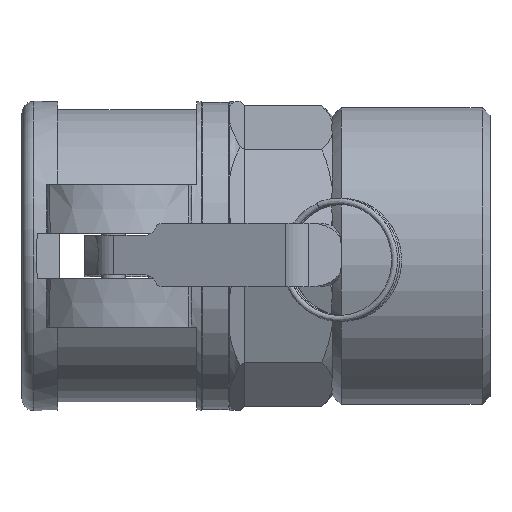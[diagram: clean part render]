
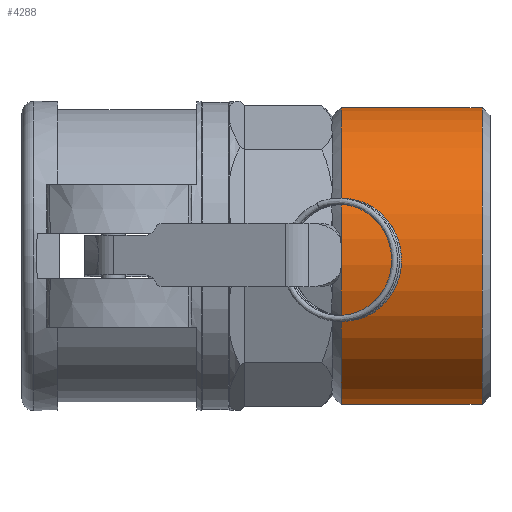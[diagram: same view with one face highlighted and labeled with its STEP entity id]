
A CAD part, front view. The second image highlights one B-rep face of the part: STEP entity #4288.
In plain terms, the highlighted cylindrical face has radius 37.5 mm (diameter 75 mm), a full revolution.
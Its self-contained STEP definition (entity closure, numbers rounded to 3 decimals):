
#146=CYLINDRICAL_SURFACE('',#4690,37.5);
#368=LINE('',#8780,#637);
#637=VECTOR('',#5640,37.5);
#1045=FACE_OUTER_BOUND('',#1280,.T.);
#1280=EDGE_LOOP('',(#3559,#3560,#3561,#3562,#3563,#3564));
#1462=CIRCLE('',#4688,37.5);
#1463=CIRCLE('',#4689,37.5);
#1464=CIRCLE('',#4691,37.5);
#1465=CIRCLE('',#4692,37.5);
#1912=VERTEX_POINT('',#8773);
#1913=VERTEX_POINT('',#8775);
#1914=VERTEX_POINT('',#8779);
#1915=VERTEX_POINT('',#8781);
#2487=EDGE_CURVE('',#1912,#1913,#1462,.T.);
#2488=EDGE_CURVE('',#1913,#1912,#1463,.T.);
#2489=EDGE_CURVE('',#1913,#1914,#368,.T.);
#2490=EDGE_CURVE('',#1914,#1915,#1464,.T.);
#2491=EDGE_CURVE('',#1915,#1914,#1465,.T.);
#3559=ORIENTED_EDGE('',*,*,#2487,.F.);
#3560=ORIENTED_EDGE('',*,*,#2488,.F.);
#3561=ORIENTED_EDGE('',*,*,#2489,.T.);
#3562=ORIENTED_EDGE('',*,*,#2490,.T.);
#3563=ORIENTED_EDGE('',*,*,#2491,.T.);
#3564=ORIENTED_EDGE('',*,*,#2489,.F.);
#4288=ADVANCED_FACE('',(#1045),#146,.T.);
#4688=AXIS2_PLACEMENT_3D('',#8776,#5634,#5635);
#4689=AXIS2_PLACEMENT_3D('',#8777,#5636,#5637);
#4690=AXIS2_PLACEMENT_3D('',#8778,#5638,#5639);
#4691=AXIS2_PLACEMENT_3D('',#8782,#5641,#5642);
#4692=AXIS2_PLACEMENT_3D('',#8783,#5643,#5644);
#5634=DIRECTION('center_axis',(1.,0.,0.));
#5635=DIRECTION('ref_axis',(0.,-0.998,-0.063));
#5636=DIRECTION('center_axis',(1.,0.,0.));
#5637=DIRECTION('ref_axis',(0.,-0.998,-0.063));
#5638=DIRECTION('center_axis',(1.,0.,0.));
#5639=DIRECTION('ref_axis',(0.,0.998,0.063));
#5640=DIRECTION('',(-1.,0.,0.));
#5641=DIRECTION('center_axis',(1.,0.,0.));
#5642=DIRECTION('ref_axis',(0.,0.998,0.063));
#5643=DIRECTION('center_axis',(1.,0.,0.));
#5644=DIRECTION('ref_axis',(0.,0.998,0.063));
#8773=CARTESIAN_POINT('',(116.,37.425,2.364));
#8775=CARTESIAN_POINT('',(116.,-37.425,-2.364));
#8776=CARTESIAN_POINT('Origin',(116.,0.,0.));
#8777=CARTESIAN_POINT('Origin',(116.,0.,0.));
#8778=CARTESIAN_POINT('Origin',(99.25,0.,0.));
#8779=CARTESIAN_POINT('',(80.5,-37.425,-2.364));
#8780=CARTESIAN_POINT('',(99.25,-37.425,-2.364));
#8781=CARTESIAN_POINT('',(80.5,37.425,2.364));
#8782=CARTESIAN_POINT('Origin',(80.5,0.,0.));
#8783=CARTESIAN_POINT('Origin',(80.5,0.,0.));
